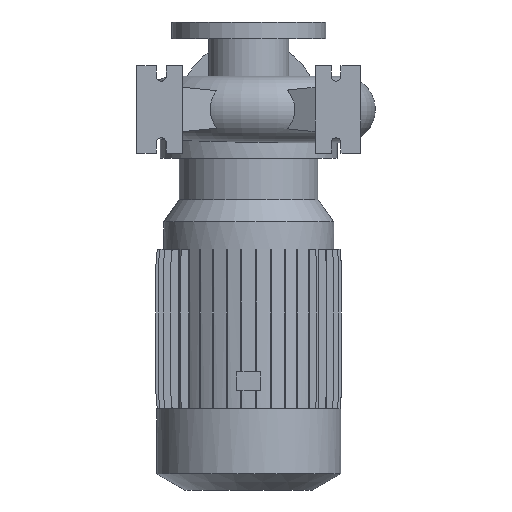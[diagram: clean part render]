
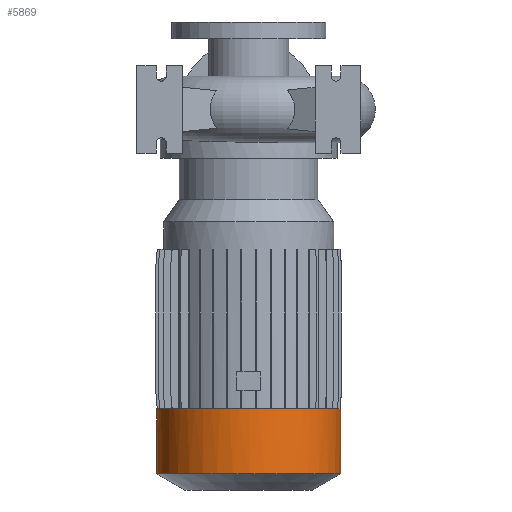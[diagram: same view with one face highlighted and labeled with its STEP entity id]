
A CAD part, front view. The second image highlights one B-rep face of the part: STEP entity #5869.
In plain terms, the highlighted cylindrical face has radius 131.5 mm (diameter 263 mm), a partial arc.
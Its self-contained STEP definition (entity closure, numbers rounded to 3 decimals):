
#97 = LINE ( 'NONE', #11454, #2054 ) ;
#167 = LINE ( 'NONE', #8290, #3613 ) ;
#316 = CARTESIAN_POINT ( 'NONE',  ( -131.5, 0., -520.8 ) ) ;
#413 = VERTEX_POINT ( 'NONE', #7530 ) ;
#667 = CARTESIAN_POINT ( 'NONE',  ( 0., 0., 125. ) ) ;
#953 = FACE_OUTER_BOUND ( 'NONE', #7087, .T. ) ;
#1070 = CARTESIAN_POINT ( 'NONE',  ( 0., 0., -520.8 ) ) ;
#1160 = ORIENTED_EDGE ( 'NONE', *, *, #6183, .F. ) ;
#2054 = VECTOR ( 'NONE', #3696, 1000. ) ;
#3364 = CIRCLE ( 'NONE', #13708, 131.5 ) ;
#3613 = VECTOR ( 'NONE', #7154, 1000. ) ;
#3696 = DIRECTION ( 'NONE',  ( 0., 0., 1. ) ) ;
#5417 = VERTEX_POINT ( 'NONE', #5880 ) ;
#5647 = DIRECTION ( 'NONE',  ( 0., 0., 1. ) ) ;
#5714 = ORIENTED_EDGE ( 'NONE', *, *, #14830, .T. ) ;
#5869 = ADVANCED_FACE ( 'NONE', ( #953 ), #10136, .T. ) ;
#5880 = CARTESIAN_POINT ( 'NONE',  ( 131.5, 0., -520.8 ) ) ;
#6183 = EDGE_CURVE ( 'NONE', #10962, #413, #11580, .T. ) ;
#6350 = ORIENTED_EDGE ( 'NONE', *, *, #8531, .T. ) ;
#6704 = EDGE_CURVE ( 'NONE', #14910, #10962, #167, .T. ) ;
#6945 = DIRECTION ( 'NONE',  ( 0., 0., 1. ) ) ;
#7087 = EDGE_LOOP ( 'NONE', ( #10974, #6350, #5714, #1160 ) ) ;
#7154 = DIRECTION ( 'NONE',  ( 0., 0., 1. ) ) ;
#7530 = CARTESIAN_POINT ( 'NONE',  ( 131.5, 0., -428. ) ) ;
#7653 = DIRECTION ( 'NONE',  ( 0., 0., 1. ) ) ;
#7729 = AXIS2_PLACEMENT_3D ( 'NONE', #14870, #6945, #13597 ) ;
#7983 = CARTESIAN_POINT ( 'NONE',  ( -131.5, 0., -428. ) ) ;
#8290 = CARTESIAN_POINT ( 'NONE',  ( -131.5, 0., 125. ) ) ;
#8531 = EDGE_CURVE ( 'NONE', #14910, #5417, #3364, .T. ) ;
#9836 = DIRECTION ( 'NONE',  ( 1., 0., 0. ) ) ;
#9912 = DIRECTION ( 'NONE',  ( 1., 0., 0. ) ) ;
#10136 = CYLINDRICAL_SURFACE ( 'NONE', #12530, 131.5 ) ;
#10962 = VERTEX_POINT ( 'NONE', #7983 ) ;
#10974 = ORIENTED_EDGE ( 'NONE', *, *, #6704, .F. ) ;
#11454 = CARTESIAN_POINT ( 'NONE',  ( 131.5, 0., 125. ) ) ;
#11580 = CIRCLE ( 'NONE', #7729, 131.5 ) ;
#12530 = AXIS2_PLACEMENT_3D ( 'NONE', #667, #7653, #9836 ) ;
#13597 = DIRECTION ( 'NONE',  ( 1., 0., 0. ) ) ;
#13708 = AXIS2_PLACEMENT_3D ( 'NONE', #1070, #5647, #9912 ) ;
#14830 = EDGE_CURVE ( 'NONE', #5417, #413, #97, .T. ) ;
#14870 = CARTESIAN_POINT ( 'NONE',  ( 0., 0., -428. ) ) ;
#14910 = VERTEX_POINT ( 'NONE', #316 ) ;
